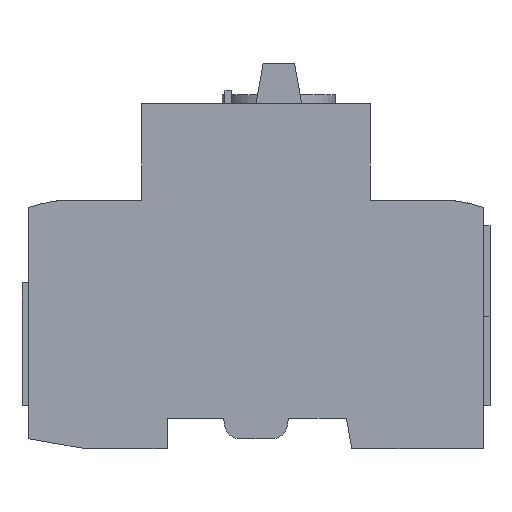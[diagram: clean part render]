
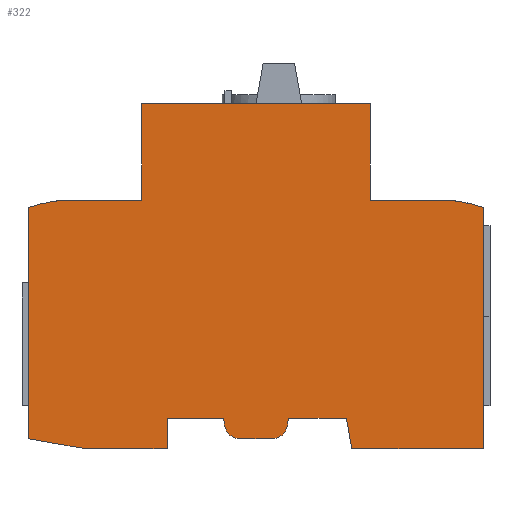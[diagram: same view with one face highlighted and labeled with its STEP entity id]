
A CAD part, left-side view. The second image highlights one B-rep face of the part: STEP entity #322.
In plain terms, the highlighted planar face has unit normal (-1, 0, 0).
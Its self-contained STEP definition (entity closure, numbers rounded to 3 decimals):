
#322 = ADVANCED_FACE( '', ( #853 ), #854, .F. );
#853 = FACE_OUTER_BOUND( '', #1385, .T. );
#854 = PLANE( '', #1386 );
#1385 = EDGE_LOOP( '', ( #3450, #3451, #3452, #3453, #3454, #3455, #3456, #3457, #3458, #3459, #3460, #3461, #3462, #3463, #3464, #3465, #3466, #3467, #3468, #3469, #3470 ) );
#1386 = AXIS2_PLACEMENT_3D( '', #3471, #3472, #3473 );
#3450 = ORIENTED_EDGE( '', *, *, #3722, .F. );
#3451 = ORIENTED_EDGE( '', *, *, #4080, .F. );
#3452 = ORIENTED_EDGE( '', *, *, #4177, .F. );
#3453 = ORIENTED_EDGE( '', *, *, #3979, .F. );
#3454 = ORIENTED_EDGE( '', *, *, #3986, .F. );
#3455 = ORIENTED_EDGE( '', *, *, #4123, .F. );
#3456 = ORIENTED_EDGE( '', *, *, #4175, .F. );
#3457 = ORIENTED_EDGE( '', *, *, #4172, .F. );
#3458 = ORIENTED_EDGE( '', *, *, #4169, .F. );
#3459 = ORIENTED_EDGE( '', *, *, #4166, .F. );
#3460 = ORIENTED_EDGE( '', *, *, #4163, .F. );
#3461 = ORIENTED_EDGE( '', *, *, #4160, .F. );
#3462 = ORIENTED_EDGE( '', *, *, #4157, .F. );
#3463 = ORIENTED_EDGE( '', *, *, #4154, .F. );
#3464 = ORIENTED_EDGE( '', *, *, #4151, .F. );
#3465 = ORIENTED_EDGE( '', *, *, #4148, .F. );
#3466 = ORIENTED_EDGE( '', *, *, #4145, .F. );
#3467 = ORIENTED_EDGE( '', *, *, #4142, .F. );
#3468 = ORIENTED_EDGE( '', *, *, #3692, .F. );
#3469 = ORIENTED_EDGE( '', *, *, #3966, .F. );
#3470 = ORIENTED_EDGE( '', *, *, #3989, .F. );
#3471 = CARTESIAN_POINT( '', ( 0., 0., 0. ) );
#3472 = DIRECTION( '', ( 1., 0., 0. ) );
#3473 = DIRECTION( '', ( 0., 0., -1. ) );
#3692 = EDGE_CURVE( '', #4527, #4528, #4529, .T. );
#3722 = EDGE_CURVE( '', #4578, #4580, #4581, .T. );
#3966 = EDGE_CURVE( '', #4972, #4527, #4974, .T. );
#3979 = EDGE_CURVE( '', #4993, #4995, #4996, .T. );
#3986 = EDGE_CURVE( '', #5005, #4993, #5007, .T. );
#3989 = EDGE_CURVE( '', #4580, #4972, #5010, .T. );
#4080 = EDGE_CURVE( '', #5157, #4578, #5158, .T. );
#4123 = EDGE_CURVE( '', #5226, #5005, #5227, .T. );
#4142 = EDGE_CURVE( '', #4528, #5255, #5256, .T. );
#4145 = EDGE_CURVE( '', #5255, #5260, #5261, .T. );
#4148 = EDGE_CURVE( '', #5260, #5265, #5266, .T. );
#4151 = EDGE_CURVE( '', #5265, #5270, #5271, .T. );
#4154 = EDGE_CURVE( '', #5270, #5275, #5276, .T. );
#4157 = EDGE_CURVE( '', #5275, #5280, #5281, .T. );
#4160 = EDGE_CURVE( '', #5280, #5285, #5286, .T. );
#4163 = EDGE_CURVE( '', #5285, #5290, #5291, .T. );
#4166 = EDGE_CURVE( '', #5290, #5295, #5296, .T. );
#4169 = EDGE_CURVE( '', #5295, #5300, #5301, .T. );
#4172 = EDGE_CURVE( '', #5300, #5305, #5306, .T. );
#4175 = EDGE_CURVE( '', #5305, #5226, #5310, .T. );
#4177 = EDGE_CURVE( '', #4995, #5157, #5312, .T. );
#4527 = VERTEX_POINT( '', #5860 );
#4528 = VERTEX_POINT( '', #5861 );
#4529 = LINE( '', #5862, #5863 );
#4578 = VERTEX_POINT( '', #5940 );
#4580 = VERTEX_POINT( '', #5943 );
#4581 = LINE( '', #5944, #5945 );
#4972 = VERTEX_POINT( '', #6553 );
#4974 = CIRCLE( '', #6556, 30. );
#4993 = VERTEX_POINT( '', #6599 );
#4995 = VERTEX_POINT( '', #6602 );
#4996 = LINE( '', #6603, #6604 );
#5005 = VERTEX_POINT( '', #6637 );
#5007 = CIRCLE( '', #6640, 30. );
#5010 = LINE( '', #6664, #6665 );
#5157 = VERTEX_POINT( '', #6895 );
#5158 = LINE( '', #6896, #6897 );
#5226 = VERTEX_POINT( '', #7003 );
#5227 = LINE( '', #7004, #7005 );
#5255 = VERTEX_POINT( '', #7051 );
#5256 = LINE( '', #7052, #7053 );
#5260 = VERTEX_POINT( '', #7059 );
#5261 = LINE( '', #7060, #7061 );
#5265 = VERTEX_POINT( '', #7067 );
#5266 = LINE( '', #7068, #7069 );
#5270 = VERTEX_POINT( '', #7075 );
#5271 = LINE( '', #7076, #7077 );
#5275 = VERTEX_POINT( '', #7083 );
#5276 = CIRCLE( '', #7084, 3. );
#5280 = VERTEX_POINT( '', #7089 );
#5281 = LINE( '', #7090, #7091 );
#5285 = VERTEX_POINT( '', #7097 );
#5286 = CIRCLE( '', #7098, 3. );
#5290 = VERTEX_POINT( '', #7103 );
#5291 = LINE( '', #7104, #7105 );
#5295 = VERTEX_POINT( '', #7111 );
#5296 = LINE( '', #7112, #7113 );
#5300 = VERTEX_POINT( '', #7119 );
#5301 = LINE( '', #7120, #7121 );
#5305 = VERTEX_POINT( '', #7127 );
#5306 = LINE( '', #7128, #7129 );
#5310 = LINE( '', #7135, #7136 );
#5312 = LINE( '', #7139, #7140 );
#5860 = CARTESIAN_POINT( '', ( 0., -44.8, 45.55 ) );
#5861 = CARTESIAN_POINT( '', ( 0., -44.8, -2. ) );
#5862 = CARTESIAN_POINT( '', ( 0., -44.8, 45.55 ) );
#5863 = VECTOR( '', #7452, 1. );
#5940 = CARTESIAN_POINT( '', ( 0., -22.5, 66. ) );
#5943 = CARTESIAN_POINT( '', ( 0., -22.5, 47. ) );
#5944 = CARTESIAN_POINT( '', ( 0., -22.5, 66. ) );
#5945 = VECTOR( '', #7482, 1. );
#6553 = CARTESIAN_POINT( '', ( 0., -37.966, 47. ) );
#6556 = AXIS2_PLACEMENT_3D( '', #7776, #7777, #7778 );
#6599 = CARTESIAN_POINT( '', ( 0., 37.966, 47. ) );
#6602 = CARTESIAN_POINT( '', ( 0., 22.5, 47. ) );
#6603 = CARTESIAN_POINT( '', ( 0., 37.966, 47. ) );
#6604 = VECTOR( '', #7804, 1. );
#6637 = CARTESIAN_POINT( '', ( 0., 44.8, 45.55 ) );
#6640 = AXIS2_PLACEMENT_3D( '', #7812, #7813, #7814 );
#6664 = CARTESIAN_POINT( '', ( 0., -22.5, 47. ) );
#6665 = VECTOR( '', #7818, 1. );
#6895 = CARTESIAN_POINT( '', ( 0., 22.5, 66. ) );
#6896 = CARTESIAN_POINT( '', ( 0., 22.5, 66. ) );
#6897 = VECTOR( '', #7923, 1. );
#7003 = CARTESIAN_POINT( '', ( 0., 44.8, 0. ) );
#7004 = CARTESIAN_POINT( '', ( 0., 44.8, 0. ) );
#7005 = VECTOR( '', #7974, 1. );
#7051 = CARTESIAN_POINT( '', ( 0., -18.87, -2. ) );
#7052 = CARTESIAN_POINT( '', ( 0., -44.8, -2. ) );
#7053 = VECTOR( '', #7993, 1. );
#7059 = CARTESIAN_POINT( '', ( 0., -17.812, 4. ) );
#7060 = CARTESIAN_POINT( '', ( 0., -18.87, -2. ) );
#7061 = VECTOR( '', #7996, 1. );
#7067 = CARTESIAN_POINT( '', ( 0., -6.417, 4. ) );
#7068 = CARTESIAN_POINT( '', ( 0., -17.812, 4. ) );
#7069 = VECTOR( '', #7999, 1. );
#7075 = CARTESIAN_POINT( '', ( 0., -6.149, 2.479 ) );
#7076 = CARTESIAN_POINT( '', ( 0., -6.417, 4. ) );
#7077 = VECTOR( '', #8002, 1. );
#7083 = CARTESIAN_POINT( '', ( 0., -3.194, 0. ) );
#7084 = AXIS2_PLACEMENT_3D( '', #8005, #8006, #8007 );
#7089 = CARTESIAN_POINT( '', ( 0., 3.194, 0. ) );
#7090 = CARTESIAN_POINT( '', ( 0., -3.194, 0. ) );
#7091 = VECTOR( '', #8012, 1. );
#7097 = CARTESIAN_POINT( '', ( 0., 6.149, 2.479 ) );
#7098 = AXIS2_PLACEMENT_3D( '', #8015, #8016, #8017 );
#7103 = CARTESIAN_POINT( '', ( 0., 6.417, 4. ) );
#7104 = CARTESIAN_POINT( '', ( 0., 6.149, 2.479 ) );
#7105 = VECTOR( '', #8022, 1. );
#7111 = CARTESIAN_POINT( '', ( 0., 17.5, 4. ) );
#7112 = CARTESIAN_POINT( '', ( 0., 6.417, 4. ) );
#7113 = VECTOR( '', #8025, 1. );
#7119 = CARTESIAN_POINT( '', ( 0., 17.5, -2. ) );
#7120 = CARTESIAN_POINT( '', ( 0., 17.5, 4. ) );
#7121 = VECTOR( '', #8028, 1. );
#7127 = CARTESIAN_POINT( '', ( 0., 33.457, -2. ) );
#7128 = CARTESIAN_POINT( '', ( 0., 17.5, -2. ) );
#7129 = VECTOR( '', #8031, 1. );
#7135 = CARTESIAN_POINT( '', ( 0., 33.457, -2. ) );
#7136 = VECTOR( '', #8034, 1. );
#7139 = CARTESIAN_POINT( '', ( 0., 22.5, 47. ) );
#7140 = VECTOR( '', #8036, 1. );
#7452 = DIRECTION( '', ( 0., 0., -1. ) );
#7482 = DIRECTION( '', ( 0., 0., -1. ) );
#7776 = CARTESIAN_POINT( '', ( 0., -35.198, 17.128 ) );
#7777 = DIRECTION( '', ( 1., 0., 0. ) );
#7778 = DIRECTION( '', ( 0., -0.092, 0.996 ) );
#7804 = DIRECTION( '', ( 0., -1., 0. ) );
#7812 = CARTESIAN_POINT( '', ( 0., 35.198, 17.128 ) );
#7813 = DIRECTION( '', ( 1., 0., 0. ) );
#7814 = DIRECTION( '', ( 0., 0.32, 0.947 ) );
#7818 = DIRECTION( '', ( 0., -1., 0. ) );
#7923 = DIRECTION( '', ( 0., -1., 0. ) );
#7974 = DIRECTION( '', ( 0., 0., 1. ) );
#7993 = DIRECTION( '', ( 0., 1., 0. ) );
#7996 = DIRECTION( '', ( 0., 0.174, 0.985 ) );
#7999 = DIRECTION( '', ( 0., 1., 0. ) );
#8002 = DIRECTION( '', ( 0., 0.174, -0.985 ) );
#8005 = CARTESIAN_POINT( '', ( 0., -3.194, 3. ) );
#8006 = DIRECTION( '', ( 1., 0., 0. ) );
#8007 = DIRECTION( '', ( 0., -0.985, -0.174 ) );
#8012 = DIRECTION( '', ( 0., 1., 0. ) );
#8015 = CARTESIAN_POINT( '', ( 0., 3.194, 3. ) );
#8016 = DIRECTION( '', ( 1., 0., 0. ) );
#8017 = DIRECTION( '', ( 0., 0., -1. ) );
#8022 = DIRECTION( '', ( 0., 0.174, 0.985 ) );
#8025 = DIRECTION( '', ( 0., 1., 0. ) );
#8028 = DIRECTION( '', ( 0., 0., -1. ) );
#8031 = DIRECTION( '', ( 0., 1., 0. ) );
#8034 = DIRECTION( '', ( 0., 0.985, 0.174 ) );
#8036 = DIRECTION( '', ( 0., 0., 1. ) );
